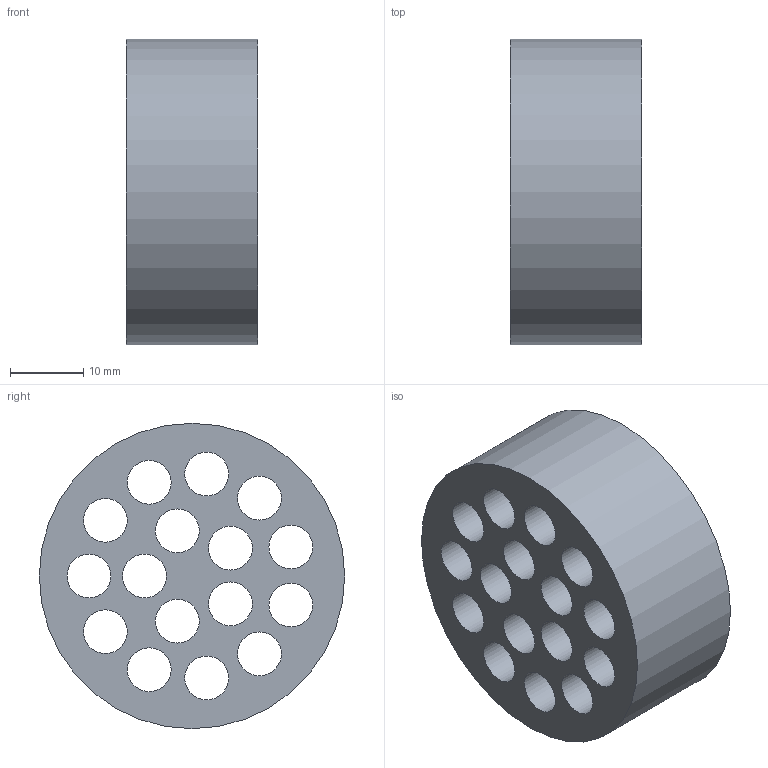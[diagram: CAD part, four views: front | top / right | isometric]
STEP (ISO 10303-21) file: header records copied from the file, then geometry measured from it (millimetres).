
FILE_DESCRIPTION( ( 'STEP AP214' ), '1' );
FILE_NAME( 'SKINTOP DIX-M 50 16x6 Art. Nr. 53350166.stp', '2020-06-02T13:04:16', ( 'License CC BY-ND 4.0' ), ( 'CADENAS' ), ' ', 'PARTsolutions', ' ' );
FILE_SCHEMA( ( 'AUTOMOTIVE_DESIGN { 1 0 10303 214 1 1 1 1 }' ) );
Length unit declared in the file: millimetre
Products named in the file (1): _SKINTOP DIX-M 50 16x6      Art. Nr. 53350166
Bounding box: 18 x 41.8 x 41.8 mm (x, y, z)
Volume: 16555.7 mm3; surface area: 9641.5 mm2
Topology: 1 solids, 1 shells, 45 faces, 123 edges, 82 vertices
Faces by surface type: cylinder 27, plane 18
Full cylindrical faces by diameter (mm): 6 x16, 41.8 x1
Entity records: 1806 total; most frequent: DIRECTION 252, CARTESIAN_POINT 234, ORIENTED_EDGE 212, EDGE_CURVE 106, AXIS2_PLACEMENT_3D 100, EDGE_LOOP 96, VERTEX_POINT 82, FACE_OUTER_BOUND 62
